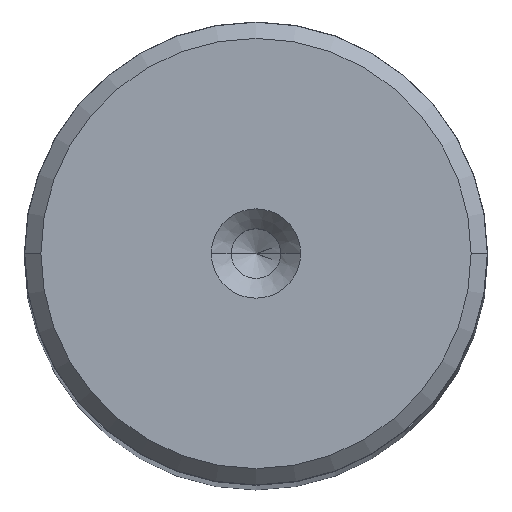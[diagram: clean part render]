
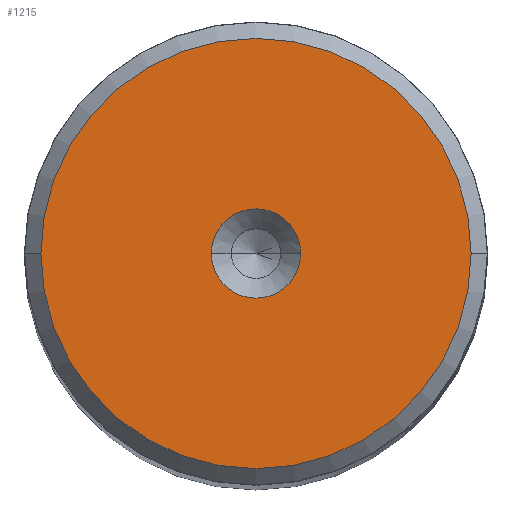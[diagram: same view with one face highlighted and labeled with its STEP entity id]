
A CAD part, top view. The second image highlights one B-rep face of the part: STEP entity #1215.
In plain terms, the highlighted planar face has unit normal (0, 0, 1).
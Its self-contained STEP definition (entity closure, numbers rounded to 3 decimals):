
#60 = CARTESIAN_POINT ( 'NONE',  ( 2.7, 0., 170. ) ) ;
#67 = CIRCLE ( 'NONE', #1831, 13.012 ) ;
#181 = CARTESIAN_POINT ( 'NONE',  ( -13.012, 0., 170. ) ) ;
#190 = ORIENTED_EDGE ( 'NONE', *, *, #1272, .T. ) ;
#310 = CARTESIAN_POINT ( 'NONE',  ( 0., 0., 170. ) ) ;
#365 = VERTEX_POINT ( 'NONE', #181 ) ;
#380 = DIRECTION ( 'NONE',  ( 0., 0., 1. ) ) ;
#464 = ORIENTED_EDGE ( 'NONE', *, *, #1915, .F. ) ;
#471 = EDGE_CURVE ( 'NONE', #2096, #365, #67, .T. ) ;
#553 = DIRECTION ( 'NONE',  ( 1., 0., 0. ) ) ;
#675 = AXIS2_PLACEMENT_3D ( 'NONE', #310, #2408, #2401 ) ;
#718 = DIRECTION ( 'NONE',  ( 1., 0., 0. ) ) ;
#726 = CARTESIAN_POINT ( 'NONE',  ( 0., 0., 170. ) ) ;
#742 = CARTESIAN_POINT ( 'NONE',  ( 0., 0., 170. ) ) ;
#763 = AXIS2_PLACEMENT_3D ( 'NONE', #773, #964, #1540 ) ;
#773 = CARTESIAN_POINT ( 'NONE',  ( 0., 0., 170. ) ) ;
#785 = VERTEX_POINT ( 'NONE', #2114 ) ;
#956 = AXIS2_PLACEMENT_3D ( 'NONE', #726, #380, #1487 ) ;
#962 = EDGE_LOOP ( 'NONE', ( #190, #1850 ) ) ;
#964 = DIRECTION ( 'NONE',  ( 0., 0., 1. ) ) ;
#989 = VERTEX_POINT ( 'NONE', #60 ) ;
#1112 = ORIENTED_EDGE ( 'NONE', *, *, #2314, .F. ) ;
#1215 = ADVANCED_FACE ( 'NONE', ( #1938, #1432 ), #1305, .T. ) ;
#1272 = EDGE_CURVE ( 'NONE', #365, #2096, #1701, .T. ) ;
#1305 = PLANE ( 'NONE',  #2283 ) ;
#1310 = CIRCLE ( 'NONE', #763, 2.7 ) ;
#1349 = EDGE_LOOP ( 'NONE', ( #1112, #464 ) ) ;
#1432 = FACE_OUTER_BOUND ( 'NONE', #962, .T. ) ;
#1487 = DIRECTION ( 'NONE',  ( 1., 0., 0. ) ) ;
#1540 = DIRECTION ( 'NONE',  ( 1., 0., 0. ) ) ;
#1631 = CIRCLE ( 'NONE', #675, 2.7 ) ;
#1701 = CIRCLE ( 'NONE', #956, 13.012 ) ;
#1715 = CARTESIAN_POINT ( 'NONE',  ( 13.012, 0., 170. ) ) ;
#1831 = AXIS2_PLACEMENT_3D ( 'NONE', #2451, #1880, #718 ) ;
#1850 = ORIENTED_EDGE ( 'NONE', *, *, #471, .T. ) ;
#1880 = DIRECTION ( 'NONE',  ( 0., 0., 1. ) ) ;
#1915 = EDGE_CURVE ( 'NONE', #785, #989, #1631, .T. ) ;
#1938 = FACE_BOUND ( 'NONE', #1349, .T. ) ;
#2096 = VERTEX_POINT ( 'NONE', #1715 ) ;
#2114 = CARTESIAN_POINT ( 'NONE',  ( -2.7, 0., 170. ) ) ;
#2256 = DIRECTION ( 'NONE',  ( 0., 0., 1. ) ) ;
#2283 = AXIS2_PLACEMENT_3D ( 'NONE', #742, #2256, #553 ) ;
#2314 = EDGE_CURVE ( 'NONE', #989, #785, #1310, .T. ) ;
#2401 = DIRECTION ( 'NONE',  ( 1., 0., 0. ) ) ;
#2408 = DIRECTION ( 'NONE',  ( 0., 0., 1. ) ) ;
#2451 = CARTESIAN_POINT ( 'NONE',  ( 0., 0., 170. ) ) ;
